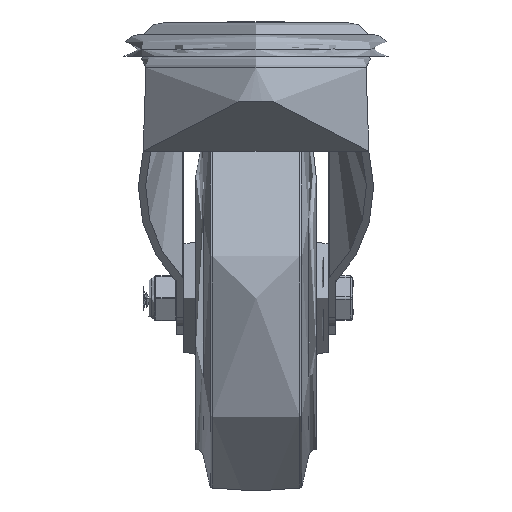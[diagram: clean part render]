
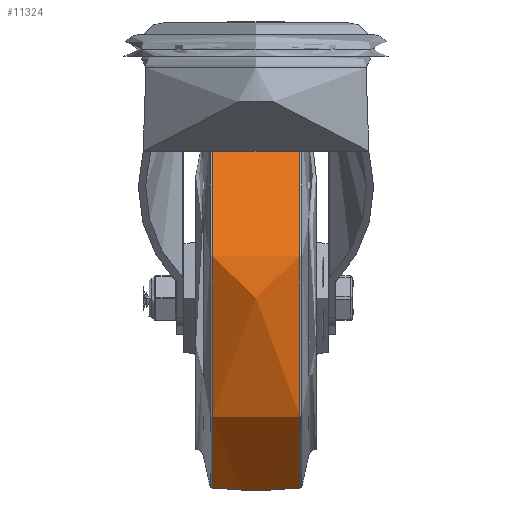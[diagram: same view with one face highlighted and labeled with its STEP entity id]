
A CAD part, left-side view. The second image highlights one B-rep face of the part: STEP entity #11324.
In plain terms, the highlighted free-form (B-spline) face has degree [2, 2] with [3, 9] control points.
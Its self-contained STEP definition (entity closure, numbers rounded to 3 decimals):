
#167=(
BOUNDED_SURFACE()
B_SPLINE_SURFACE(2,2,((#19966,#19967,#19968,#19969,#19970,#19971,#19972,
#19973,#19974),(#19975,#19976,#19977,#19978,#19979,#19980,#19981,#19982,
#19983),(#19984,#19985,#19986,#19987,#19988,#19989,#19990,#19991,#19992)),
 .UNSPECIFIED.,.F.,.T.,.F.)
B_SPLINE_SURFACE_WITH_KNOTS((3,3),(3,2,2,2,3),(-0.101,0.101),
(-3.142,-1.571,0.,1.571,3.142),
 .UNSPECIFIED.)
GEOMETRIC_REPRESENTATION_ITEM()
RATIONAL_B_SPLINE_SURFACE(((1.,0.707,1.,0.707,1.,
0.707,1.,0.707,1.),(0.995,0.703,
0.995,0.703,0.995,0.703,
0.995,0.703,0.995),(1.,0.707,
1.,0.707,1.,0.707,1.,0.707,1.)))
REPRESENTATION_ITEM('')
SURFACE()
);
#1392=FACE_OUTER_BOUND('',#2080,.T.);
#2080=EDGE_LOOP('',(#9262,#9263,#9264,#9265));
#4446=CIRCLE('',#12444,79.075);
#4447=CIRCLE('',#12445,181.);
#4448=CIRCLE('',#12446,79.075);
#5273=VERTEX_POINT('',#19963);
#5274=VERTEX_POINT('',#19993);
#6669=EDGE_CURVE('',#5273,#5273,#4446,.T.);
#6670=EDGE_CURVE('',#5273,#5274,#4447,.T.);
#6671=EDGE_CURVE('',#5274,#5274,#4448,.T.);
#9262=ORIENTED_EDGE('',*,*,#6669,.F.);
#9263=ORIENTED_EDGE('',*,*,#6670,.T.);
#9264=ORIENTED_EDGE('',*,*,#6671,.T.);
#9265=ORIENTED_EDGE('',*,*,#6670,.F.);
#11324=ADVANCED_FACE('',(#1392),#167,.F.);
#12444=AXIS2_PLACEMENT_3D('',#19965,#14768,#14769);
#12445=AXIS2_PLACEMENT_3D('',#19994,#14770,#14771);
#12446=AXIS2_PLACEMENT_3D('',#19995,#14772,#14773);
#14768=DIRECTION('center_axis',(0.,1.,0.));
#14769=DIRECTION('ref_axis',(0.,0.,
1.));
#14770=DIRECTION('center_axis',(-1.,0.,0.));
#14771=DIRECTION('ref_axis',(0.,0.,
-1.));
#14772=DIRECTION('center_axis',(0.,1.,0.));
#14773=DIRECTION('ref_axis',(0.,0.,
1.));
#19963=CARTESIAN_POINT('',(0.,18.279,-79.075));
#19965=CARTESIAN_POINT('Origin',(0.,18.279,
0.));
#19966=CARTESIAN_POINT('Ctrl Pts',(0.,-18.279,
-79.075));
#19967=CARTESIAN_POINT('Ctrl Pts',(-79.075,-18.279,
-79.075));
#19968=CARTESIAN_POINT('Ctrl Pts',(-79.075,-18.279,
0.));
#19969=CARTESIAN_POINT('Ctrl Pts',(-79.075,-18.279,
79.075));
#19970=CARTESIAN_POINT('Ctrl Pts',(0.,-18.279,
79.075));
#19971=CARTESIAN_POINT('Ctrl Pts',(79.075,-18.279,79.075));
#19972=CARTESIAN_POINT('Ctrl Pts',(79.075,-18.279,0.));
#19973=CARTESIAN_POINT('Ctrl Pts',(79.075,-18.279,-79.075));
#19974=CARTESIAN_POINT('Ctrl Pts',(0.,-18.279,
-79.075));
#19975=CARTESIAN_POINT('Ctrl Pts',(0.,0.,
-80.93));
#19976=CARTESIAN_POINT('Ctrl Pts',(-80.93,0.,
-80.93));
#19977=CARTESIAN_POINT('Ctrl Pts',(-80.93,0.,
0.));
#19978=CARTESIAN_POINT('Ctrl Pts',(-80.93,0.,
80.93));
#19979=CARTESIAN_POINT('Ctrl Pts',(0.,0.,
80.93));
#19980=CARTESIAN_POINT('Ctrl Pts',(80.93,0.,
80.93));
#19981=CARTESIAN_POINT('Ctrl Pts',(80.93,0.,
0.));
#19982=CARTESIAN_POINT('Ctrl Pts',(80.93,0.,
-80.93));
#19983=CARTESIAN_POINT('Ctrl Pts',(0.,0.,
-80.93));
#19984=CARTESIAN_POINT('Ctrl Pts',(0.,18.279,
-79.075));
#19985=CARTESIAN_POINT('Ctrl Pts',(-79.075,18.279,-79.075));
#19986=CARTESIAN_POINT('Ctrl Pts',(-79.075,18.279,0.));
#19987=CARTESIAN_POINT('Ctrl Pts',(-79.075,18.279,79.075));
#19988=CARTESIAN_POINT('Ctrl Pts',(0.,18.279,
79.075));
#19989=CARTESIAN_POINT('Ctrl Pts',(79.075,18.279,79.075));
#19990=CARTESIAN_POINT('Ctrl Pts',(79.075,18.279,0.));
#19991=CARTESIAN_POINT('Ctrl Pts',(79.075,18.279,-79.075));
#19992=CARTESIAN_POINT('Ctrl Pts',(0.,18.279,
-79.075));
#19993=CARTESIAN_POINT('',(0.,-18.279,-79.075));
#19994=CARTESIAN_POINT('Origin',(0.,0.,
101.));
#19995=CARTESIAN_POINT('Origin',(0.,-18.279,
0.));
